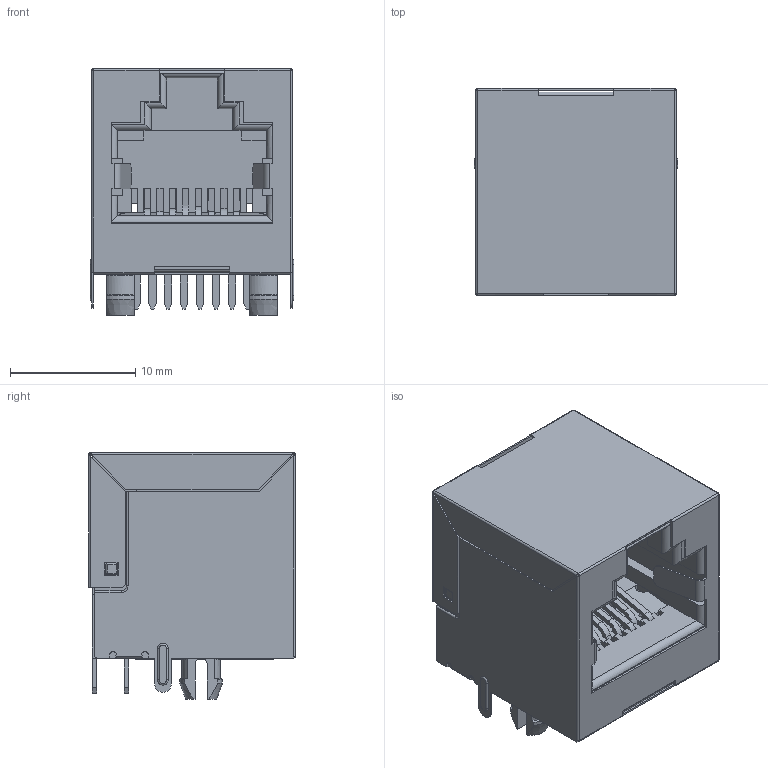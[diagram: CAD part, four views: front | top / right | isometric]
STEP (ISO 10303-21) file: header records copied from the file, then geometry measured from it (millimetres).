
FILE_DESCRIPTION(/* description */ ('Unknown'),/* implementation_level */ '2;1');
FILE_NAME(/* name */ '615008160121',/* time_stamp */ '2020-03-30T11:36:15+02:00',/* author */ ('Unknown'),/* organization */ ('Unknown'),/* preprocessor_version */ 'ST-DEVELOPER v16.7',/* originating_system */ 'DEX',/* authorisation */ $);
FILE_SCHEMA (('AUTOMOTIVE_DESIGN {1 0 10303 214 3 1 1}'));
Length unit declared in the file: millimetre
Products named in the file (15): 615008160121; 615008160121_housing; 615008160121_Insert_Top; 615008160121_Pin_1_Top; 615008160121_Pin_U_Top; 615008160121_Pin_2_Top; 615008160121_Pin_3_Top; 615008160121_shielding; 615008160121_Insert_Bottom; 615008160121_Pin_U_Bottom; 615008160121_Pin_1_Bottom; 615008160121_Pin_2_Bottom; 615008160121_Pin_3_Bottom
Assembly tree (14 placements, depth 3):
  615008160121
    615008160121_housing
    615008160121_Insert_Top
      615008160121_Insert_Top
      615008160121_Pin_1_Top
      615008160121_Pin_U_Top
      615008160121_Pin_2_Top
      615008160121_Pin_3_Top
    615008160121_shielding
    615008160121_Insert_Bottom
      615008160121_Insert_Bottom
      615008160121_Pin_U_Bottom
      615008160121_Pin_1_Bottom
      615008160121_Pin_2_Bottom
      615008160121_Pin_3_Bottom
Bounding box: 16.24 x 16.5 x 19.7 mm (x, y, z)
Volume: 2048.4 mm3; surface area: 7074.6 mm2
Topology: 12 solids, 12 shells, 1061 faces, 3023 edges, 1985 vertices
Faces by surface type: plane 800, cylinder 230, torus 20, cone 8, sphere 2, bspline 1
Full cylindrical faces by diameter (mm): 0.9 x12, 1 x4, 1.1 x24
Entity records: 35972 total; most frequent: CARTESIAN_POINT 6167, ORIENTED_EDGE 5926, DIRECTION 5566, EDGE_CURVE 2963, LINE 2430, VECTOR 2430, VERTEX_POINT 1967, AXIS2_PLACEMENT_3D 1568
